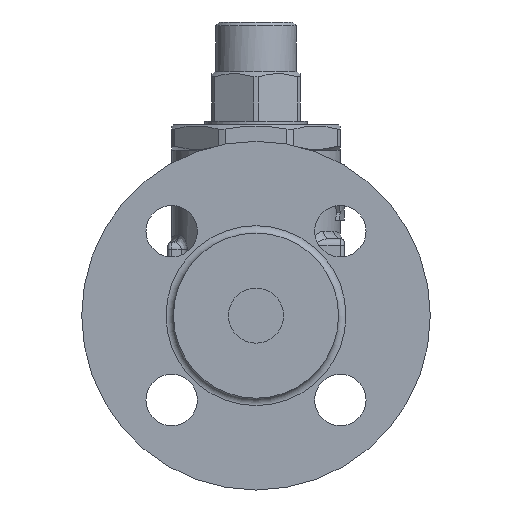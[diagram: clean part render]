
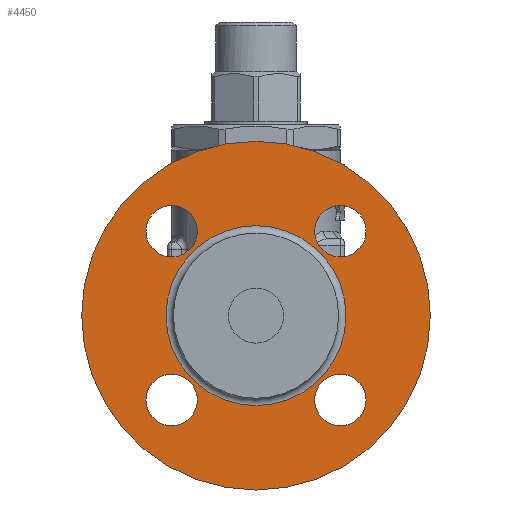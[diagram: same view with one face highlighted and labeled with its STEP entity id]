
A CAD part, left-side view. The second image highlights one B-rep face of the part: STEP entity #4450.
In plain terms, the highlighted planar face has unit normal (-1, 0, 0).
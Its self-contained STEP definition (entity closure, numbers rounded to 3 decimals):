
#738=PLANE('',#4769);
#832=FACE_BOUND('',#1209,.T.);
#833=FACE_BOUND('',#1210,.T.);
#834=FACE_BOUND('',#1211,.T.);
#835=FACE_BOUND('',#1212,.T.);
#836=FACE_BOUND('',#1213,.T.);
#894=FACE_OUTER_BOUND('',#1208,.T.);
#1208=EDGE_LOOP('',(#2990));
#1209=EDGE_LOOP('',(#2991));
#1210=EDGE_LOOP('',(#2992));
#1211=EDGE_LOOP('',(#2993));
#1212=EDGE_LOOP('',(#2994));
#1213=EDGE_LOOP('',(#2995));
#1565=CIRCLE('',#4762,47.5);
#1567=CIRCLE('',#4767,24.5);
#1569=CIRCLE('',#4770,7.);
#1570=CIRCLE('',#4771,7.);
#1571=CIRCLE('',#4772,7.);
#1572=CIRCLE('',#4773,7.);
#1859=VERTEX_POINT('',#6538);
#1861=VERTEX_POINT('',#6545);
#1863=VERTEX_POINT('',#6550);
#1864=VERTEX_POINT('',#6552);
#1865=VERTEX_POINT('',#6554);
#1866=VERTEX_POINT('',#6556);
#2294=EDGE_CURVE('',#1859,#1859,#1565,.T.);
#2296=EDGE_CURVE('',#1861,#1861,#1567,.T.);
#2298=EDGE_CURVE('',#1863,#1863,#1569,.T.);
#2299=EDGE_CURVE('',#1864,#1864,#1570,.T.);
#2300=EDGE_CURVE('',#1865,#1865,#1571,.T.);
#2301=EDGE_CURVE('',#1866,#1866,#1572,.T.);
#2990=ORIENTED_EDGE('',*,*,#2294,.T.);
#2991=ORIENTED_EDGE('',*,*,#2298,.T.);
#2992=ORIENTED_EDGE('',*,*,#2299,.T.);
#2993=ORIENTED_EDGE('',*,*,#2300,.T.);
#2994=ORIENTED_EDGE('',*,*,#2301,.T.);
#2995=ORIENTED_EDGE('',*,*,#2296,.F.);
#4450=ADVANCED_FACE('',(#894,#832,#833,#834,#835,#836),#738,.F.);
#4762=AXIS2_PLACEMENT_3D('',#6539,#5298,#5299);
#4767=AXIS2_PLACEMENT_3D('',#6546,#5308,#5309);
#4769=AXIS2_PLACEMENT_3D('',#6549,#5312,#5313);
#4770=AXIS2_PLACEMENT_3D('',#6551,#5314,#5315);
#4771=AXIS2_PLACEMENT_3D('',#6553,#5316,#5317);
#4772=AXIS2_PLACEMENT_3D('',#6555,#5318,#5319);
#4773=AXIS2_PLACEMENT_3D('',#6557,#5320,#5321);
#5298=DIRECTION('center_axis',(-1.,0.,0.));
#5299=DIRECTION('ref_axis',(0.,0.,1.));
#5308=DIRECTION('center_axis',(-1.,0.,0.));
#5309=DIRECTION('ref_axis',(0.,0.,-1.));
#5312=DIRECTION('center_axis',(1.,0.,0.));
#5313=DIRECTION('ref_axis',(0.,0.,-1.));
#5314=DIRECTION('center_axis',(1.,0.,0.));
#5315=DIRECTION('ref_axis',(0.,0.,-1.));
#5316=DIRECTION('center_axis',(1.,0.,0.));
#5317=DIRECTION('ref_axis',(0.,-1.,0.));
#5318=DIRECTION('center_axis',(1.,0.,0.));
#5319=DIRECTION('ref_axis',(0.,0.,
1.));
#5320=DIRECTION('center_axis',(1.,0.,0.));
#5321=DIRECTION('ref_axis',(0.,1.,0.));
#6538=CARTESIAN_POINT('',(-73.,0.,47.5));
#6539=CARTESIAN_POINT('Origin',(-73.,0.,0.));
#6545=CARTESIAN_POINT('',(-73.,0.,24.5));
#6546=CARTESIAN_POINT('Origin',(-73.,0.,0.));
#6549=CARTESIAN_POINT('Origin',(-73.,0.,35.));
#6550=CARTESIAN_POINT('',(-73.,22.981,15.981));
#6551=CARTESIAN_POINT('Origin',(-73.,22.981,22.981));
#6552=CARTESIAN_POINT('',(-73.,15.981,-22.981));
#6553=CARTESIAN_POINT('Origin',(-73.,22.981,-22.981));
#6554=CARTESIAN_POINT('',(-73.,-22.981,-15.981));
#6555=CARTESIAN_POINT('Origin',(-73.,-22.981,-22.981));
#6556=CARTESIAN_POINT('',(-73.,-15.981,22.981));
#6557=CARTESIAN_POINT('Origin',(-73.,-22.981,22.981));
